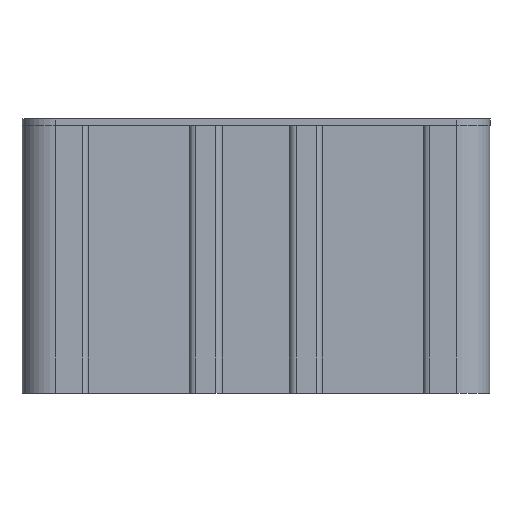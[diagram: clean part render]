
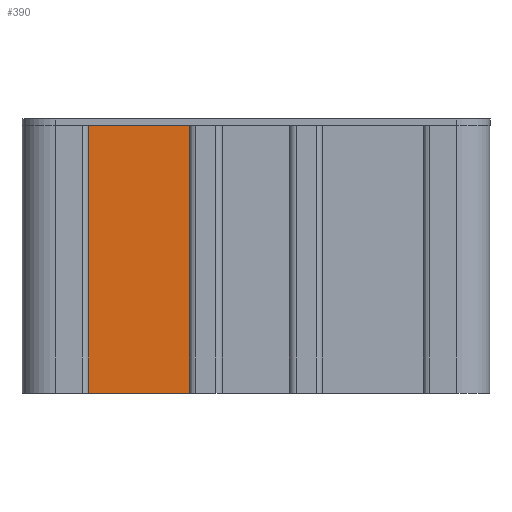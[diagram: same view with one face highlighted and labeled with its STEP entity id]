
A CAD part, front view. The second image highlights one B-rep face of the part: STEP entity #390.
In plain terms, the highlighted planar face has unit normal (0, -1, 0).
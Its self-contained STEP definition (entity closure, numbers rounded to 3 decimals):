
#390=ADVANCED_FACE('',(#1088),#1090,.T.);
#1088=FACE_BOUND('',#1089,.T.);
#1089=EDGE_LOOP('',(#4398,#4399,#4400,#4401));
#1090=PLANE('',#1091);
#1091=AXIS2_PLACEMENT_3D('',#1092,#1093,#1094);
#1092=CARTESIAN_POINT('',(0.,-69.,0.));
#1093=DIRECTION('',(0.,-1.,0.));
#1094=DIRECTION('',(1.,0.,0.));
#4398=ORIENTED_EDGE('',*,*,#6917,.F.);
#4399=ORIENTED_EDGE('',*,*,#7031,.T.);
#4400=ORIENTED_EDGE('',*,*,#7032,.F.);
#4401=ORIENTED_EDGE('',*,*,#7033,.T.);
#6917=EDGE_CURVE('',#8223,#8225,#8226,.T.);
#7031=EDGE_CURVE('',#8223,#8435,#8436,.T.);
#7032=EDGE_CURVE('',#8437,#8435,#8438,.F.);
#7033=EDGE_CURVE('',#8437,#8225,#8439,.T.);
#8223=VERTEX_POINT('',#10467);
#8225=VERTEX_POINT('',#10472);
#8226=LINE('',#10473,#10474);
#8435=VERTEX_POINT('',#10947);
#8436=LINE('',#10948,#10949);
#8437=VERTEX_POINT('',#10951);
#8438=LINE('',#10952,#10953);
#8439=LINE('',#10955,#10956);
#10467=CARTESIAN_POINT('',(-25.,-69.,40.));
#10472=CARTESIAN_POINT('',(-10.,-69.,40.));
#10473=CARTESIAN_POINT('',(-25.,-69.,40.));
#10474=VECTOR('',#10475,1.);
#10475=DIRECTION('',(1.,0.,0.));
#10947=CARTESIAN_POINT('',(-25.,-69.,0.));
#10948=CARTESIAN_POINT('',(-25.,-69.,40.));
#10949=VECTOR('',#10950,1.);
#10950=DIRECTION('',(0.,0.,-1.));
#10951=CARTESIAN_POINT('',(-10.,-69.,0.));
#10952=CARTESIAN_POINT('',(-25.,-69.,0.));
#10953=VECTOR('',#10954,1.);
#10954=DIRECTION('',(1.,0.,0.));
#10955=CARTESIAN_POINT('',(-10.,-69.,0.));
#10956=VECTOR('',#10957,1.);
#10957=DIRECTION('',(0.,0.,1.));
